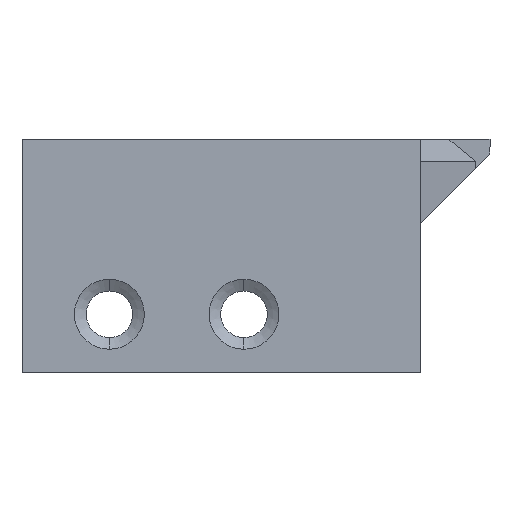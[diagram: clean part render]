
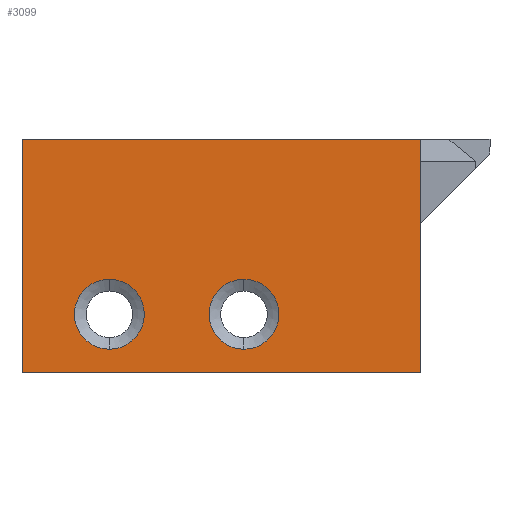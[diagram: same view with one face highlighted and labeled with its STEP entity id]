
A CAD part, front view. The second image highlights one B-rep face of the part: STEP entity #3099.
In plain terms, the highlighted planar face has unit normal (0, -1, 0).
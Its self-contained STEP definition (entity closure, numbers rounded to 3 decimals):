
#92 = VERTEX_POINT ( 'NONE', #1753 ) ;
#140 = AXIS2_PLACEMENT_3D ( 'NONE', #984, #2093, #3194 ) ;
#145 = EDGE_LOOP ( 'NONE', ( #3373, #3061 ) ) ;
#186 = ORIENTED_EDGE ( 'NONE', *, *, #2488, .F. ) ;
#189 = LINE ( 'NONE', #2438, #2016 ) ;
#237 = VERTEX_POINT ( 'NONE', #858 ) ;
#340 = VERTEX_POINT ( 'NONE', #787 ) ;
#368 = CARTESIAN_POINT ( 'NONE',  ( 0.581, -1.165, -3. ) ) ;
#370 = LINE ( 'NONE', #1223, #3456 ) ;
#393 = CIRCLE ( 'NONE', #512, 1.2 ) ;
#403 = CARTESIAN_POINT ( 'NONE',  ( -7.04, -1.165, 3. ) ) ;
#431 = DIRECTION ( 'NONE',  ( 0., -1., 0. ) ) ;
#448 = ORIENTED_EDGE ( 'NONE', *, *, #935, .F. ) ;
#512 = AXIS2_PLACEMENT_3D ( 'NONE', #368, #2046, #1478 ) ;
#633 = FACE_BOUND ( 'NONE', #3085, .T. ) ;
#739 = VERTEX_POINT ( 'NONE', #403 ) ;
#767 = CARTESIAN_POINT ( 'NONE',  ( 6.628, -1.165, 3. ) ) ;
#787 = CARTESIAN_POINT ( 'NONE',  ( 6.628, -1.165, -5. ) ) ;
#858 = CARTESIAN_POINT ( 'NONE',  ( 0.581, -1.165, -4.2 ) ) ;
#935 = EDGE_CURVE ( 'NONE', #2774, #2100, #3394, .T. ) ;
#964 = CARTESIAN_POINT ( 'NONE',  ( 7.581, -1.165, -5. ) ) ;
#984 = CARTESIAN_POINT ( 'NONE',  ( -4.04, -1.165, -3. ) ) ;
#1012 = DIRECTION ( 'NONE',  ( 0., -1., 0. ) ) ;
#1035 = CARTESIAN_POINT ( 'NONE',  ( -4.04, -1.165, -3. ) ) ;
#1060 = EDGE_CURVE ( 'NONE', #739, #92, #370, .T. ) ;
#1086 = AXIS2_PLACEMENT_3D ( 'NONE', #1035, #1012, #2124 ) ;
#1223 = CARTESIAN_POINT ( 'NONE',  ( -7.04, -1.165, -5. ) ) ;
#1231 = CARTESIAN_POINT ( 'NONE',  ( 13.49, -1.165, 3. ) ) ;
#1250 = EDGE_CURVE ( 'NONE', #3269, #237, #2824, .T. ) ;
#1254 = LINE ( 'NONE', #964, #3580 ) ;
#1294 = EDGE_CURVE ( 'NONE', #2100, #2774, #2647, .T. ) ;
#1316 = CARTESIAN_POINT ( 'NONE',  ( -4.04, -1.165, -1.8 ) ) ;
#1365 = ORIENTED_EDGE ( 'NONE', *, *, #1894, .F. ) ;
#1468 = DIRECTION ( 'NONE',  ( -1., 0., 0. ) ) ;
#1478 = DIRECTION ( 'NONE',  ( 0., 0., -1. ) ) ;
#1549 = CARTESIAN_POINT ( 'NONE',  ( 0.581, -1.165, -3. ) ) ;
#1753 = CARTESIAN_POINT ( 'NONE',  ( -7.04, -1.165, -5. ) ) ;
#1765 = DIRECTION ( 'NONE',  ( 0., 1., 0. ) ) ;
#1810 = EDGE_LOOP ( 'NONE', ( #186, #2065, #1365, #2039 ) ) ;
#1872 = DIRECTION ( 'NONE',  ( 0., 0., -1. ) ) ;
#1894 = EDGE_CURVE ( 'NONE', #739, #2122, #189, .T. ) ;
#1959 = VECTOR ( 'NONE', #1872, 1000. ) ;
#1982 = CARTESIAN_POINT ( 'NONE',  ( -4.04, -1.165, -4.2 ) ) ;
#2016 = VECTOR ( 'NONE', #3265, 1000. ) ;
#2039 = ORIENTED_EDGE ( 'NONE', *, *, #1060, .T. ) ;
#2043 = DIRECTION ( 'NONE',  ( -1., 0., 0. ) ) ;
#2046 = DIRECTION ( 'NONE',  ( 0., -1., 0. ) ) ;
#2065 = ORIENTED_EDGE ( 'NONE', *, *, #2305, .F. ) ;
#2093 = DIRECTION ( 'NONE',  ( 0., -1., 0. ) ) ;
#2100 = VERTEX_POINT ( 'NONE', #1982 ) ;
#2122 = VERTEX_POINT ( 'NONE', #3124 ) ;
#2124 = DIRECTION ( 'NONE',  ( 0., 0., -1. ) ) ;
#2199 = ORIENTED_EDGE ( 'NONE', *, *, #1294, .F. ) ;
#2289 = DIRECTION ( 'NONE',  ( 0., 0., -1. ) ) ;
#2305 = EDGE_CURVE ( 'NONE', #2122, #340, #2713, .T. ) ;
#2431 = AXIS2_PLACEMENT_3D ( 'NONE', #1231, #1765, #2043 ) ;
#2438 = CARTESIAN_POINT ( 'NONE',  ( 3.039, -1.165, 3. ) ) ;
#2488 = EDGE_CURVE ( 'NONE', #340, #92, #1254, .T. ) ;
#2557 = FACE_OUTER_BOUND ( 'NONE', #1810, .T. ) ;
#2611 = PLANE ( 'NONE',  #2431 ) ;
#2647 = CIRCLE ( 'NONE', #1086, 1.2 ) ;
#2694 = EDGE_CURVE ( 'NONE', #237, #3269, #393, .T. ) ;
#2713 = LINE ( 'NONE', #767, #1959 ) ;
#2774 = VERTEX_POINT ( 'NONE', #1316 ) ;
#2824 = CIRCLE ( 'NONE', #3280, 1.2 ) ;
#3061 = ORIENTED_EDGE ( 'NONE', *, *, #1250, .F. ) ;
#3085 = EDGE_LOOP ( 'NONE', ( #2199, #448 ) ) ;
#3099 = ADVANCED_FACE ( 'NONE', ( #633, #3420, #2557 ), #2611, .F. ) ;
#3124 = CARTESIAN_POINT ( 'NONE',  ( 6.628, -1.165, 3. ) ) ;
#3194 = DIRECTION ( 'NONE',  ( 0., 0., -1. ) ) ;
#3246 = DIRECTION ( 'NONE',  ( 0., 0., -1. ) ) ;
#3265 = DIRECTION ( 'NONE',  ( 1., 0., 0. ) ) ;
#3269 = VERTEX_POINT ( 'NONE', #3544 ) ;
#3280 = AXIS2_PLACEMENT_3D ( 'NONE', #1549, #431, #3246 ) ;
#3373 = ORIENTED_EDGE ( 'NONE', *, *, #2694, .F. ) ;
#3394 = CIRCLE ( 'NONE', #140, 1.2 ) ;
#3420 = FACE_BOUND ( 'NONE', #145, .T. ) ;
#3456 = VECTOR ( 'NONE', #2289, 1000. ) ;
#3544 = CARTESIAN_POINT ( 'NONE',  ( 0.581, -1.165, -1.8 ) ) ;
#3580 = VECTOR ( 'NONE', #1468, 1000. ) ;
